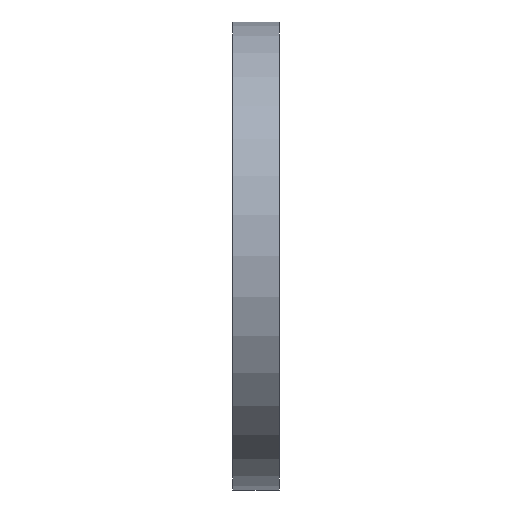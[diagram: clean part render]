
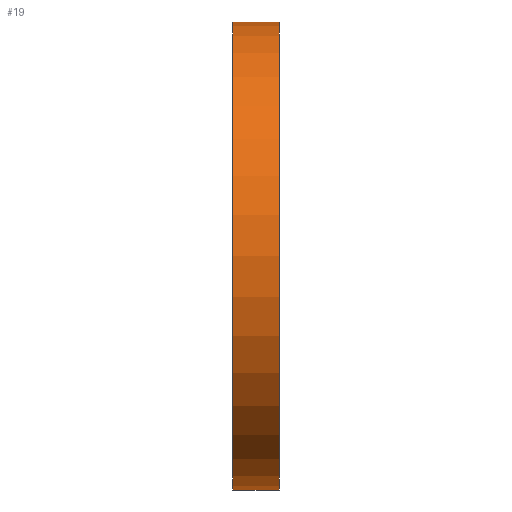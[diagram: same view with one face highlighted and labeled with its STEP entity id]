
A CAD part, left-side view. The second image highlights one B-rep face of the part: STEP entity #19.
In plain terms, the highlighted cylindrical face has radius 100 mm (diameter 200 mm), a partial arc.
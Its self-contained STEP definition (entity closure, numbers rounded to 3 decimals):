
#7 = DIRECTION ( 'NONE',  ( 0., 1., 0. ) ) ;
#16 = LINE ( 'NONE', #21, #607 ) ;
#19 = ADVANCED_FACE ( 'NONE', ( #136 ), #548, .T. ) ;
#21 = CARTESIAN_POINT ( 'NONE',  ( 0., 34.695, 100. ) ) ;
#86 = CIRCLE ( 'NONE', #159, 100. ) ;
#92 = ORIENTED_EDGE ( 'NONE', *, *, #689, .F. ) ;
#136 = FACE_OUTER_BOUND ( 'NONE', #467, .T. ) ;
#148 = EDGE_CURVE ( 'NONE', #817, #559, #730, .T. ) ;
#155 = DIRECTION ( 'NONE',  ( 0., 1., 0. ) ) ;
#159 = AXIS2_PLACEMENT_3D ( 'NONE', #234, #503, #367 ) ;
#180 = VERTEX_POINT ( 'NONE', #495 ) ;
#228 = ORIENTED_EDGE ( 'NONE', *, *, #148, .F. ) ;
#234 = CARTESIAN_POINT ( 'NONE',  ( 0., 0., 0. ) ) ;
#247 = VECTOR ( 'NONE', #7, 1000. ) ;
#258 = AXIS2_PLACEMENT_3D ( 'NONE', #771, #545, #564 ) ;
#290 = CARTESIAN_POINT ( 'NONE',  ( 0., 20., 100. ) ) ;
#301 = CARTESIAN_POINT ( 'NONE',  ( 0., 34.695, -100. ) ) ;
#309 = CARTESIAN_POINT ( 'NONE',  ( 0., 20., -100. ) ) ;
#328 = ORIENTED_EDGE ( 'NONE', *, *, #693, .T. ) ;
#348 = CARTESIAN_POINT ( 'NONE',  ( 0., 0., 100. ) ) ;
#367 = DIRECTION ( 'NONE',  ( 0., 0., 1. ) ) ;
#456 = ORIENTED_EDGE ( 'NONE', *, *, #666, .T. ) ;
#467 = EDGE_LOOP ( 'NONE', ( #92, #328, #456, #228 ) ) ;
#495 = CARTESIAN_POINT ( 'NONE',  ( 0., 0., -100. ) ) ;
#503 = DIRECTION ( 'NONE',  ( 0., 1., 0. ) ) ;
#532 = VERTEX_POINT ( 'NONE', #348 ) ;
#545 = DIRECTION ( 'NONE',  ( 0., 1., 0. ) ) ;
#548 = CYLINDRICAL_SURFACE ( 'NONE', #258, 100. ) ;
#559 = VERTEX_POINT ( 'NONE', #290 ) ;
#560 = DIRECTION ( 'NONE',  ( 0., 0., 1. ) ) ;
#564 = DIRECTION ( 'NONE',  ( 0., 0., 1. ) ) ;
#607 = VECTOR ( 'NONE', #155, 1000. ) ;
#666 = EDGE_CURVE ( 'NONE', #532, #559, #16, .T. ) ;
#689 = EDGE_CURVE ( 'NONE', #180, #817, #714, .T. ) ;
#693 = EDGE_CURVE ( 'NONE', #180, #532, #86, .T. ) ;
#698 = CARTESIAN_POINT ( 'NONE',  ( 0., 20., 0. ) ) ;
#714 = LINE ( 'NONE', #301, #247 ) ;
#730 = CIRCLE ( 'NONE', #746, 100. ) ;
#746 = AXIS2_PLACEMENT_3D ( 'NONE', #698, #766, #560 ) ;
#766 = DIRECTION ( 'NONE',  ( 0., 1., 0. ) ) ;
#771 = CARTESIAN_POINT ( 'NONE',  ( 0., 34.695, 0. ) ) ;
#817 = VERTEX_POINT ( 'NONE', #309 ) ;
